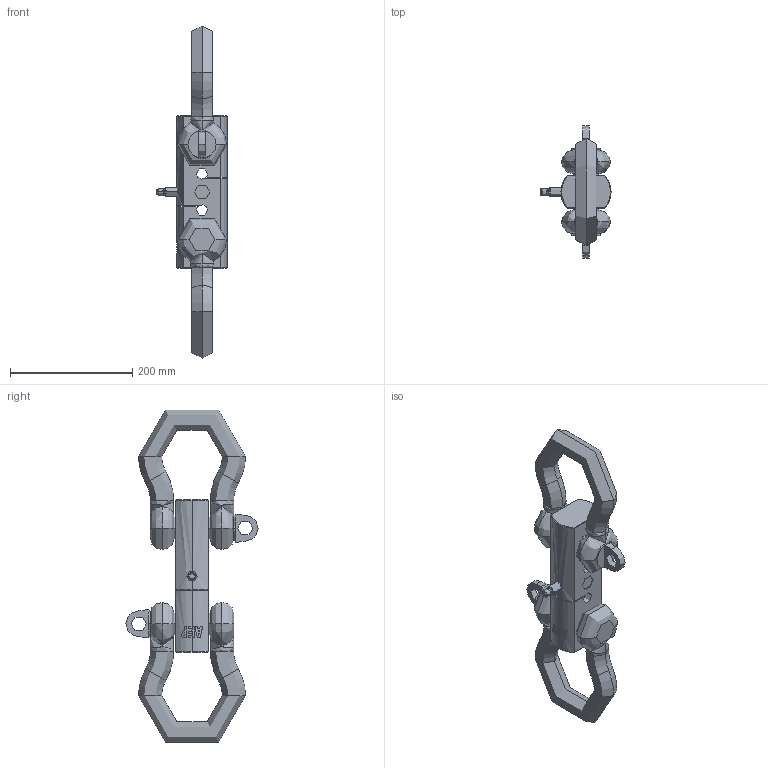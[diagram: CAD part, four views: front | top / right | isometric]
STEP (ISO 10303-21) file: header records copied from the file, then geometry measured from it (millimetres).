
FILE_DESCRIPTION(('STEP AP214'),'1');
FILE_NAME('T20-AMP 20t.stp','2015-05-14T15:39:10',(' '),(' '),'Spatial InterOp 3D',' ',' ');
FILE_SCHEMA(('automotive_design'));
Length unit declared in the file: millimetre
Products named in the file (6): T20-AMP 20t; T20 20t body; Shackle; Shackle2; fairlead; Contacts
Assembly tree (5 placements, depth 2):
  T20-AMP 20t
    T20 20t body
    Shackle
    Shackle2
    fairlead
    Contacts
Bounding box: 114.78 x 216 x 542.55 mm (x, y, z)
Volume: 2528375 mm3
Topology: 10 solids, 24 shells, 283 faces, 666 edges, 431 vertices
Faces by surface type: cylinder 105, plane 89, torus 58, cone 22, bspline 9
Full cylindrical faces by diameter (mm): 8.5 x2
Entity records: 11636 total; most frequent: CARTESIAN_POINT 2356, DIRECTION 1582, ORIENTED_EDGE 1324, EDGE_CURVE 678, AXIS2_PLACEMENT_3D 676, VERTEX_POINT 439, CIRCLE 382, EDGE_LOOP 317
